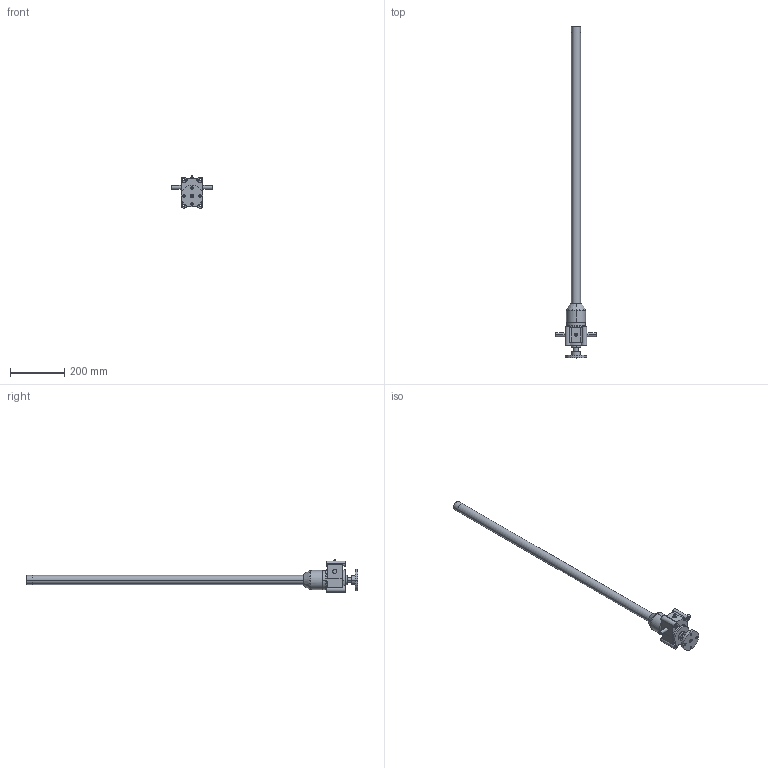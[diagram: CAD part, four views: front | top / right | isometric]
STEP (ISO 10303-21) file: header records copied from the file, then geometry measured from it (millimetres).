
FILE_DESCRIPTION (( 'STEP AP203' ), '1' );
FILE_NAME ('He57b9eb9-001d-4fa0-9f0d-dedec1b5e609.step', '2015-06-18T12:11:43', ( 'dsemanik' ), ( 'Microsoft' ), 'SwSTEP 2.0', 'SolidWorks 2013', '' );
FILE_SCHEMA (( 'CONFIG_CONTROL_DESIGN' ));
Length unit declared in the file: inch
Products named in the file (6): He57b9eb9-001d-4fa0-9f0d-dedec1b5e609; BasePoint; UIStemCover_1-BSJ-I; housing_I-SSE-SSE; Top-Plate_1-BSJ-I; UILiftShaft_1-BSJ-I
Assembly tree (4 placements, depth 2):
  He57b9eb9-001d-4fa0-9f0d-dedec1b5e609
    housing_I-SSE-SSE
    UILiftShaft_1-BSJ-I
    UIStemCover_1-BSJ-I
    Top-Plate_1-BSJ-I
  BasePoint
Bounding box: 152.46 x 1226.6 x 119.87 mm (x, y, z)
Volume: 1286986.8 mm3; surface area: 372765.3 mm2
Topology: 4 solids, 4 shells, 218 faces, 538 edges, 337 vertices
Faces by surface type: cylinder 89, plane 64, torus 39, cone 22, bspline 4
Entity records: 7668 total; most frequent: CARTESIAN_POINT 1742, DIRECTION 1223, ORIENTED_EDGE 1068, EDGE_CURVE 534, AXIS2_PLACEMENT_3D 526, VERTEX_POINT 337, CIRCLE 305, EDGE_LOOP 251
